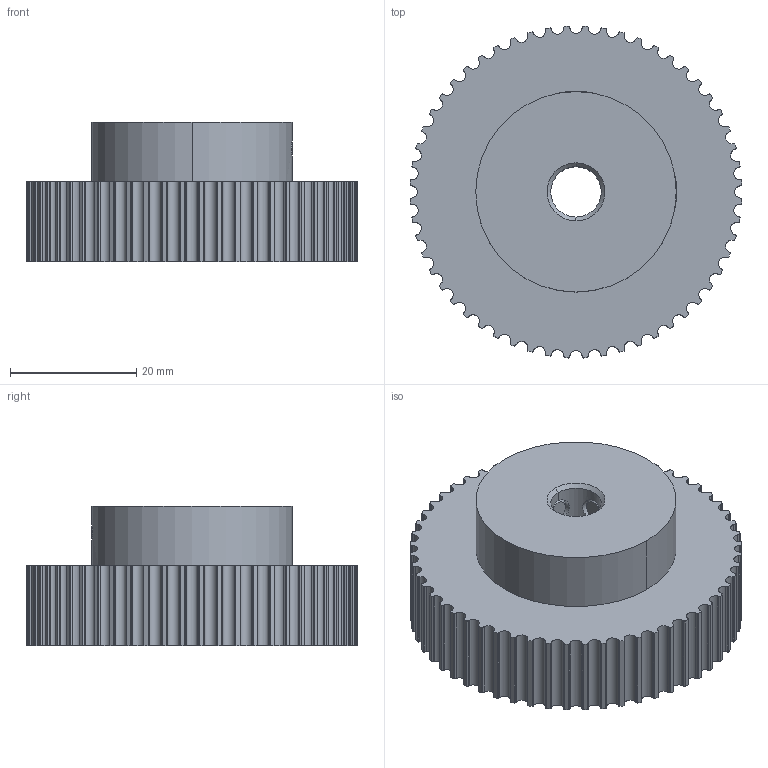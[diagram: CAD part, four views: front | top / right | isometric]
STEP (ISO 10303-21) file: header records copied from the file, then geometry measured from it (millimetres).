
FILE_DESCRIPTION((''),'2;1');
FILE_NAME('44','2018-03-04T',('SYSTEM'),(''),'PRO/ENGINEER BY PARAMETRIC TECHNOLOGY CORPORATION, 2016360','PRO/ENGINEER BY PARAMETRIC TECHNOLOGY CORPORATION, 2016360','');
FILE_SCHEMA(('AUTOMOTIVE_DESIGN { 1 0 10303 214 1 1 1 1 }'));
Length unit declared in the file: millimetre
Products named in the file (1): 44
Bounding box: 52.65 x 52.65 x 22.2 mm (x, y, z)
Volume: 32758.1 mm3; surface area: 8574.5 mm2
Topology: 1 solids, 1 shells, 381 faces, 1118 edges, 744 vertices
Faces by surface type: cylinder 348, plane 21, cone 12
Entity records: 13546 total; most frequent: CARTESIAN_POINT 2593, DIRECTION 2582, ORIENTED_EDGE 2236, EDGE_CURVE 1118, AXIS2_PLACEMENT_3D 1091, VERTEX_POINT 744, CIRCLE 710, VECTOR 400
